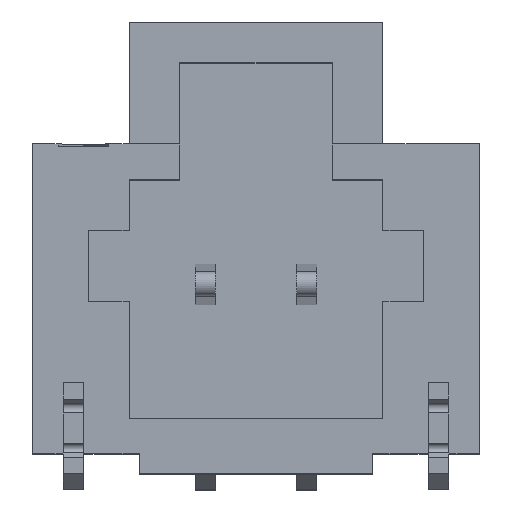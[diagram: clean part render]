
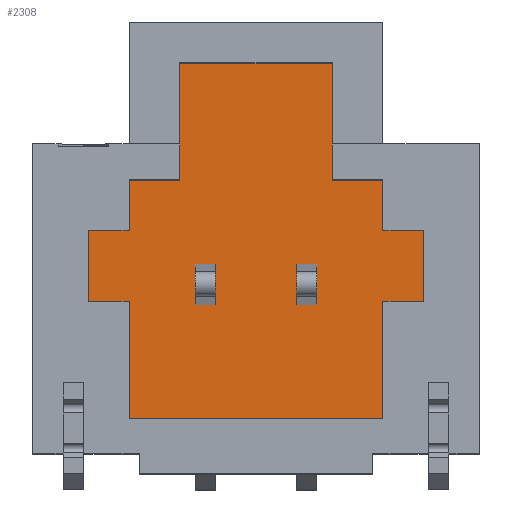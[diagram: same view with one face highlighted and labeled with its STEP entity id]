
A CAD part, top view. The second image highlights one B-rep face of the part: STEP entity #2308.
In plain terms, the highlighted face is planar.
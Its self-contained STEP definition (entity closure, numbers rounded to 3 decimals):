
#522=ORIENTED_EDGE('',*,*,#947,.T.);
#523=ORIENTED_EDGE('',*,*,#950,.T.);
#524=ORIENTED_EDGE('',*,*,#952,.T.);
#525=ORIENTED_EDGE('',*,*,#954,.T.);
#526=ORIENTED_EDGE('',*,*,#956,.T.);
#527=ORIENTED_EDGE('',*,*,#958,.T.);
#528=ORIENTED_EDGE('',*,*,#960,.T.);
#529=ORIENTED_EDGE('',*,*,#962,.T.);
#530=ORIENTED_EDGE('',*,*,#964,.T.);
#531=ORIENTED_EDGE('',*,*,#966,.T.);
#532=ORIENTED_EDGE('',*,*,#968,.T.);
#533=ORIENTED_EDGE('',*,*,#975,.T.);
#534=ORIENTED_EDGE('',*,*,#862,.T.);
#535=ORIENTED_EDGE('',*,*,#976,.T.);
#536=ORIENTED_EDGE('',*,*,#970,.T.);
#537=ORIENTED_EDGE('',*,*,#972,.T.);
#862=EDGE_CURVE('',#1164,#1163,#1400,.T.);
#947=EDGE_CURVE('',#1216,#1215,#1484,.T.);
#950=EDGE_CURVE('',#1215,#1217,#1487,.T.);
#952=EDGE_CURVE('',#1217,#1218,#1489,.T.);
#954=EDGE_CURVE('',#1218,#1219,#1491,.T.);
#956=EDGE_CURVE('',#1219,#1220,#1493,.T.);
#958=EDGE_CURVE('',#1220,#1221,#1495,.T.);
#960=EDGE_CURVE('',#1221,#1222,#1497,.T.);
#962=EDGE_CURVE('',#1222,#1223,#1499,.T.);
#964=EDGE_CURVE('',#1223,#1224,#1501,.T.);
#966=EDGE_CURVE('',#1224,#1225,#1503,.T.);
#968=EDGE_CURVE('',#1225,#1226,#1505,.T.);
#970=EDGE_CURVE('',#1228,#1227,#1507,.T.);
#972=EDGE_CURVE('',#1227,#1216,#1509,.T.);
#975=EDGE_CURVE('',#1226,#1164,#1512,.T.);
#976=EDGE_CURVE('',#1163,#1228,#1513,.T.);
#1163=VERTEX_POINT('',#3379);
#1164=VERTEX_POINT('',#3381);
#1215=VERTEX_POINT('',#3546);
#1216=VERTEX_POINT('',#3548);
#1217=VERTEX_POINT('',#3552);
#1218=VERTEX_POINT('',#3556);
#1219=VERTEX_POINT('',#3560);
#1220=VERTEX_POINT('',#3564);
#1221=VERTEX_POINT('',#3568);
#1222=VERTEX_POINT('',#3572);
#1223=VERTEX_POINT('',#3576);
#1224=VERTEX_POINT('',#3580);
#1225=VERTEX_POINT('',#3584);
#1226=VERTEX_POINT('',#3588);
#1227=VERTEX_POINT('',#3592);
#1228=VERTEX_POINT('',#3594);
#1400=LINE('',#3380,#1707);
#1484=LINE('',#3547,#1791);
#1487=LINE('',#3553,#1794);
#1489=LINE('',#3557,#1796);
#1491=LINE('',#3561,#1798);
#1493=LINE('',#3565,#1800);
#1495=LINE('',#3569,#1802);
#1497=LINE('',#3573,#1804);
#1499=LINE('',#3577,#1806);
#1501=LINE('',#3581,#1808);
#1503=LINE('',#3585,#1810);
#1505=LINE('',#3589,#1812);
#1507=LINE('',#3593,#1814);
#1509=LINE('',#3597,#1816);
#1512=LINE('',#3601,#1819);
#1513=LINE('',#3603,#1820);
#1707=VECTOR('',#2730,1000.);
#1791=VECTOR('',#2876,1000.);
#1794=VECTOR('',#2881,1000.);
#1796=VECTOR('',#2885,1000.);
#1798=VECTOR('',#2889,1000.);
#1800=VECTOR('',#2893,1000.);
#1802=VECTOR('',#2897,1000.);
#1804=VECTOR('',#2901,1000.);
#1806=VECTOR('',#2905,1000.);
#1808=VECTOR('',#2909,1000.);
#1810=VECTOR('',#2913,1000.);
#1812=VECTOR('',#2917,1000.);
#1814=VECTOR('',#2921,1000.);
#1816=VECTOR('',#2925,1000.);
#1819=VECTOR('',#2930,1000.);
#1820=VECTOR('',#2933,1000.);
#1971=EDGE_LOOP('',(#522,#523,#524,#525,#526,#527,#528,#529,#530,#531,#532,
#533,#534,#535,#536,#537));
#2088=FACE_BOUND('',#1971,.T.);
#2200=PLANE('',#2463);
#2308=ADVANCED_FACE('',(#2088),#2200,.T.);
#2463=AXIS2_PLACEMENT_3D('',#3606,#2936,#2937);
#2730=DIRECTION('',(-1.,0.,0.));
#2876=DIRECTION('',(-1.,0.,0.));
#2881=DIRECTION('',(0.,0.,1.));
#2885=DIRECTION('',(1.,0.,0.));
#2889=DIRECTION('',(0.,0.,1.));
#2893=DIRECTION('',(1.,0.,0.));
#2897=DIRECTION('',(0.,0.,-1.));
#2901=DIRECTION('',(1.,0.,0.));
#2905=DIRECTION('',(0.,0.,-1.));
#2909=DIRECTION('',(-1.,0.,0.));
#2913=DIRECTION('',(0.,0.,-1.));
#2917=DIRECTION('',(-1.,0.,0.));
#2921=DIRECTION('',(-1.,0.,0.));
#2925=DIRECTION('',(0.,0.,1.));
#2930=DIRECTION('',(0.,0.,-1.));
#2933=DIRECTION('',(0.,0.,1.));
#2936=DIRECTION('',(0.,1.,0.));
#2937=DIRECTION('',(0.,0.,1.));
#3379=CARTESIAN_POINT('',(-0.75,1.25,-1.825));
#3380=CARTESIAN_POINT('',(0.75,1.25,-1.825));
#3381=CARTESIAN_POINT('',(0.75,1.25,-1.825));
#3546=CARTESIAN_POINT('',(-1.65,1.25,-0.175));
#3547=CARTESIAN_POINT('',(-1.25,1.25,-0.175));
#3548=CARTESIAN_POINT('',(-1.25,1.25,-0.175));
#3552=CARTESIAN_POINT('',(-1.65,1.25,0.525));
#3553=CARTESIAN_POINT('',(-1.65,1.25,-0.175));
#3556=CARTESIAN_POINT('',(-1.25,1.25,0.525));
#3557=CARTESIAN_POINT('',(-1.65,1.25,0.525));
#3560=CARTESIAN_POINT('',(-1.25,1.25,1.675));
#3561=CARTESIAN_POINT('',(-1.25,1.25,0.525));
#3564=CARTESIAN_POINT('',(1.25,1.25,1.675));
#3565=CARTESIAN_POINT('',(-1.25,1.25,1.675));
#3568=CARTESIAN_POINT('',(1.25,1.25,0.525));
#3569=CARTESIAN_POINT('',(1.25,1.25,1.675));
#3572=CARTESIAN_POINT('',(1.65,1.25,0.525));
#3573=CARTESIAN_POINT('',(1.25,1.25,0.525));
#3576=CARTESIAN_POINT('',(1.65,1.25,-0.175));
#3577=CARTESIAN_POINT('',(1.65,1.25,0.525));
#3580=CARTESIAN_POINT('',(1.25,1.25,-0.175));
#3581=CARTESIAN_POINT('',(1.65,1.25,-0.175));
#3584=CARTESIAN_POINT('',(1.25,1.25,-0.675));
#3585=CARTESIAN_POINT('',(1.25,1.25,-0.175));
#3588=CARTESIAN_POINT('',(0.75,1.25,-0.675));
#3589=CARTESIAN_POINT('',(1.25,1.25,-0.675));
#3592=CARTESIAN_POINT('',(-1.25,1.25,-0.675));
#3593=CARTESIAN_POINT('',(-0.75,1.25,-0.675));
#3594=CARTESIAN_POINT('',(-0.75,1.25,-0.675));
#3597=CARTESIAN_POINT('',(-1.25,1.25,-0.675));
#3601=CARTESIAN_POINT('',(0.75,1.25,-0.675));
#3603=CARTESIAN_POINT('',(-0.75,1.25,-1.825));
#3606=CARTESIAN_POINT('',(0.,1.25,0.));
